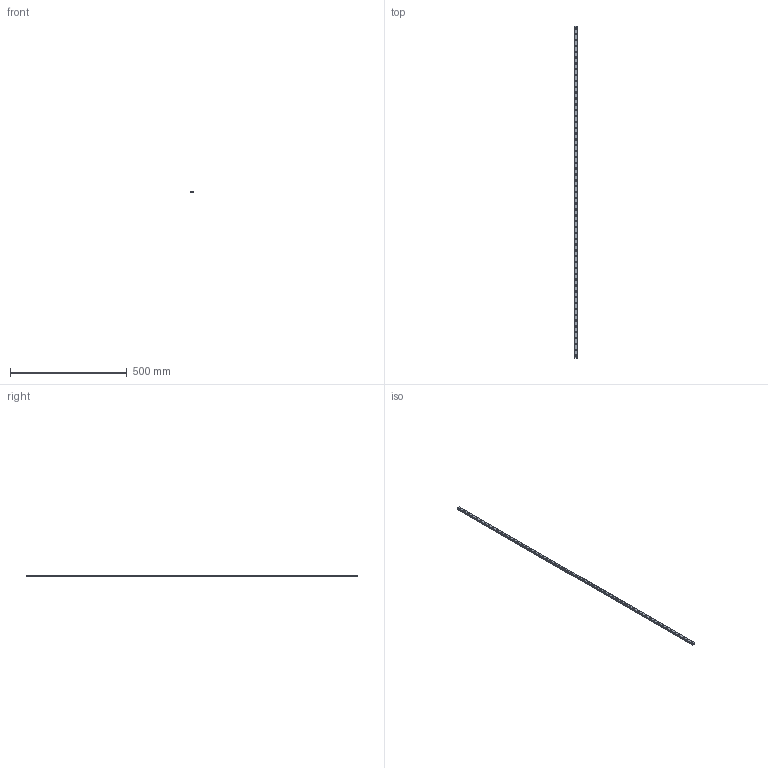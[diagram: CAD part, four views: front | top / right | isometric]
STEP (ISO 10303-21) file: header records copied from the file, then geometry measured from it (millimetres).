
FILE_DESCRIPTION(('STEP AP214'),'1');
FILE_NAME('cctmp_A360AAD8-CA6B-4B26-AFEC-737B3DA07376_2021_02_19_10_07_33_0482..stp','2021-02-19T09:07:33',('HIWIN GmbH'),('CADClick - www.CADClick.com'),'Spatial InterOp 3D',' ','unknown authorization');
FILE_SCHEMA(('AUTOMOTIVE_DESIGN'));
Length unit declared in the file: millimetre
Products named in the file (1): MGNR12R1420CM_FILE
Bounding box: 12 x 1420 x 8 mm (x, y, z)
Volume: 121589 mm3; surface area: 70667.2 mm2
Topology: 1 solids, 1 shells, 608 faces, 1293 edges, 862 vertices
Faces by surface type: cylinder 358, plane 250
Entity records: 21601 total; most frequent: DIRECTION 3227, CARTESIAN_POINT 2764, ORIENTED_EDGE 2586, AXIS2_PLACEMENT_3D 1325, EDGE_CURVE 1293, VERTEX_POINT 862, EDGE_LOOP 783, CIRCLE 716
